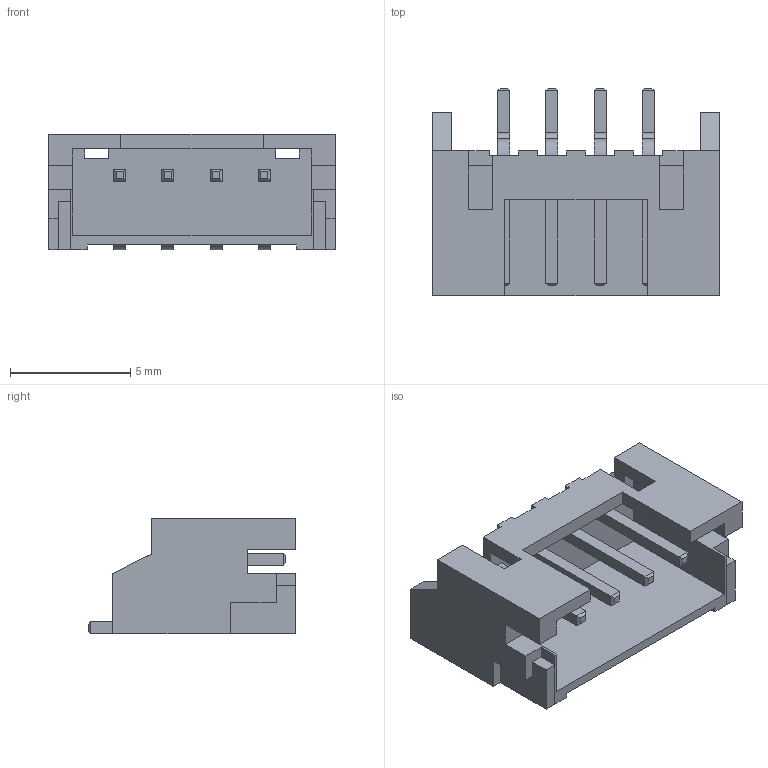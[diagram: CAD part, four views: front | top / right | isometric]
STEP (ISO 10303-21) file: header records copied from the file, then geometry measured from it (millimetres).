
FILE_DESCRIPTION(('FreeCAD Model'),'2;1');
FILE_NAME('JST_S4B-PH-SM4-TB.step','2020-05-10T12:30:32',('kicad StepUp'),( 'ksu MCAD'),'Open CASCADE STEP processor 7.3','FreeCAD','Unknown');
FILE_SCHEMA(('AUTOMOTIVE_DESIGN { 1 0 10303 214 1 1 1 1 }'));
Length unit declared in the file: millimetre
Products named in the file (1): JST_S4B-PH-SM4-TB
Bounding box: 11.9 x 8.6 x 4.8 mm (x, y, z)
Volume: 127.5 mm3; surface area: 521.8 mm2
Topology: 1 solids, 1 shells, 180 faces, 488 edges, 314 vertices
Faces by surface type: plane 164, cylinder 16
Entity records: 6821 total; most frequent: CARTESIAN_POINT 983, ORIENTED_EDGE 976, DIRECTION 890, EDGE_CURVE 488, LINE 448, VECTOR 448, VERTEX_POINT 314, AXIS2_PLACEMENT_3D 221
